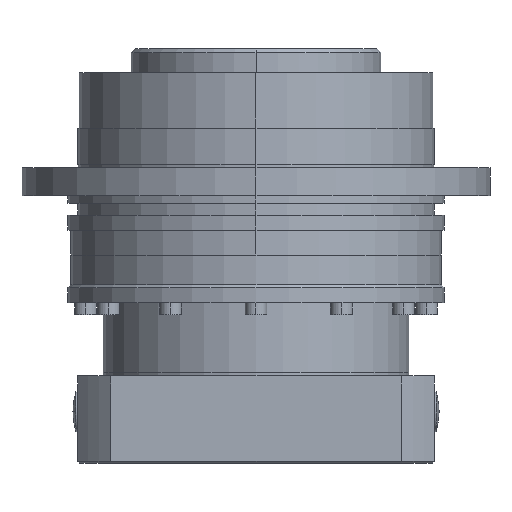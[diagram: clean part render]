
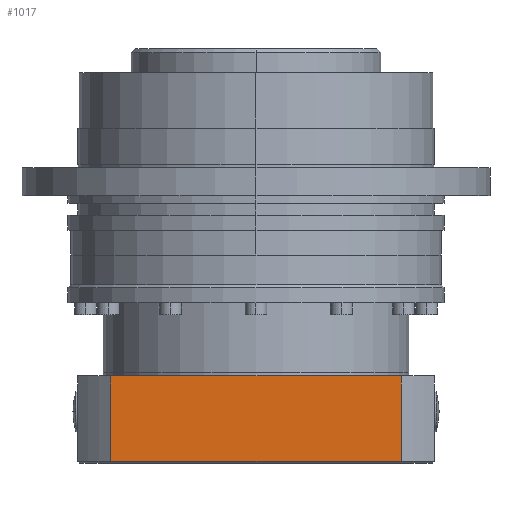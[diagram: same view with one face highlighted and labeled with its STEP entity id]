
A CAD part, left-side view. The second image highlights one B-rep face of the part: STEP entity #1017.
In plain terms, the highlighted planar face has unit normal (-1, 0, 0).
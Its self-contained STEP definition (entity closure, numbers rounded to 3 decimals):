
#1017 = ADVANCED_FACE ( 'NONE', ( #9658 ), #11752, .T. ) ;
#4271 = ORIENTED_EDGE ( 'NONE', *, *, #11481, .F. ) ;
#4273 = ORIENTED_EDGE ( 'NONE', *, *, #11483, .T. ) ;
#4274 = ORIENTED_EDGE ( 'NONE', *, *, #11477, .T. ) ;
#4275 = ORIENTED_EDGE ( 'NONE', *, *, #11443, .F. ) ;
#6939 = EDGE_LOOP ( 'NONE', ( #4271, #4273, #4274, #4275 ) ) ;
#9300 = VERTEX_POINT ( 'NONE', #24144 ) ;
#9303 = VERTEX_POINT ( 'NONE', #24146 ) ;
#9308 = VERTEX_POINT ( 'NONE', #24151 ) ;
#9658 = FACE_OUTER_BOUND ( 'NONE', #6939, .T. ) ;
#10607 = AXIS2_PLACEMENT_3D ( 'NONE', #11745, #11755, #11756 ) ;
#11443 = EDGE_CURVE ( 'NONE', #9308, #9303, #23639, .T. ) ;
#11477 = EDGE_CURVE ( 'NONE', #9300, #9303, #23664, .T. ) ;
#11481 = EDGE_CURVE ( 'NONE', #26103, #9308, #23668, .T. ) ;
#11483 = EDGE_CURVE ( 'NONE', #26103, #9300, #23666, .T. ) ;
#11745 = CARTESIAN_POINT ( 'NONE',  ( -45., 36.592, -98.5 ) ) ;
#11752 = PLANE ( 'NONE',  #10607 ) ;
#11755 = DIRECTION ( 'NONE',  ( -1., 0., 0. ) ) ;
#11756 = DIRECTION ( 'NONE',  ( 0., -1., 0. ) ) ;
#23639 = LINE ( 'NONE', #26053, #23641 ) ;
#23641 = VECTOR ( 'NONE', #26061, 1000. ) ;
#23664 = LINE ( 'NONE', #26141, #23667 ) ;
#23666 = LINE ( 'NONE', #26144, #23672 ) ;
#23667 = VECTOR ( 'NONE', #26143, 1000. ) ;
#23668 = LINE ( 'NONE', #26142, #23670 ) ;
#23670 = VECTOR ( 'NONE', #26139, 1000. ) ;
#23672 = VECTOR ( 'NONE', #26148, 1000. ) ;
#24144 = CARTESIAN_POINT ( 'NONE',  ( -45., -36.592, -98. ) ) ;
#24146 = CARTESIAN_POINT ( 'NONE',  ( -45., -36.592, -76.5 ) ) ;
#24151 = CARTESIAN_POINT ( 'NONE',  ( -45., 36.592, -76.5 ) ) ;
#26053 = CARTESIAN_POINT ( 'NONE',  ( -45., 36.592, -76.5 ) ) ;
#26061 = DIRECTION ( 'NONE',  ( 0., -1., 0. ) ) ;
#26103 = VERTEX_POINT ( 'NONE', #26410 ) ;
#26139 = DIRECTION ( 'NONE',  ( 0., 0., 1. ) ) ;
#26141 = CARTESIAN_POINT ( 'NONE',  ( -45., -36.592, -98.5 ) ) ;
#26142 = CARTESIAN_POINT ( 'NONE',  ( -45., 36.592, -98.5 ) ) ;
#26143 = DIRECTION ( 'NONE',  ( 0., 0., 1. ) ) ;
#26144 = CARTESIAN_POINT ( 'NONE',  ( -45., -36.592, -98. ) ) ;
#26148 = DIRECTION ( 'NONE',  ( 0., -1., 0. ) ) ;
#26410 = CARTESIAN_POINT ( 'NONE',  ( -45., 36.592, -98. ) ) ;
